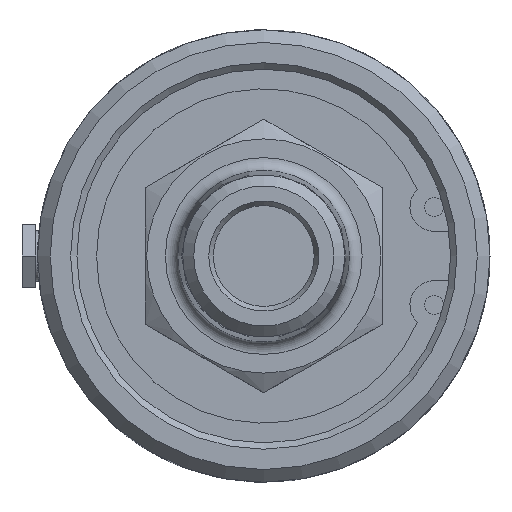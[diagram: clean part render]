
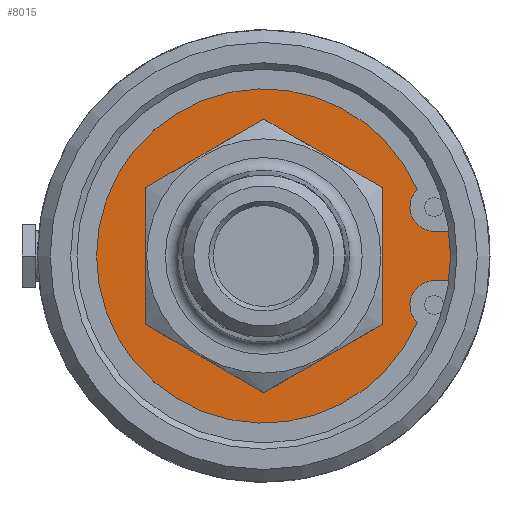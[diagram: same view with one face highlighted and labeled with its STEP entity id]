
A CAD part, left-side view. The second image highlights one B-rep face of the part: STEP entity #8015.
In plain terms, the highlighted planar face has unit normal (-1, 0, 0).
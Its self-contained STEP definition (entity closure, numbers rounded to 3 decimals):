
#114=FACE_BOUND('',#2756,.T.);
#682=LINE('',#59795,#1120);
#687=LINE('',#59813,#1125);
#1120=VECTOR('',#9658,10.);
#1125=VECTOR('',#9673,10.);
#1585=CIRCLE('',#8413,3.048);
#1586=CIRCLE('',#8415,3.048);
#1587=CIRCLE('',#8417,21.057);
#1612=CIRCLE('',#8464,13.9);
#1613=CIRCLE('',#8465,13.9);
#1681=CIRCLE('',#8588,25.375);
#1835=PLANE('',#8587);
#2253=FACE_OUTER_BOUND('',#2755,.T.);
#2755=EDGE_LOOP('',(#7354,#7355,#7356,#7357,#7358,#7359));
#2756=EDGE_LOOP('',(#7360,#7361));
#3799=VERTEX_POINT('',#59792);
#3800=VERTEX_POINT('',#59794);
#3804=VERTEX_POINT('',#59810);
#3805=VERTEX_POINT('',#59812);
#3806=VERTEX_POINT('',#59816);
#3807=VERTEX_POINT('',#59820);
#3850=VERTEX_POINT('',#60054);
#3851=VERTEX_POINT('',#60055);
#4878=EDGE_CURVE('',#3800,#3799,#682,.T.);
#4886=EDGE_CURVE('',#3805,#3804,#687,.T.);
#4888=EDGE_CURVE('',#3806,#3800,#1585,.T.);
#4890=EDGE_CURVE('',#3804,#3807,#1586,.T.);
#4892=EDGE_CURVE('',#3807,#3806,#1587,.T.);
#4950=EDGE_CURVE('',#3850,#3851,#1612,.T.);
#4951=EDGE_CURVE('',#3851,#3850,#1613,.T.);
#5090=EDGE_CURVE('',#3799,#3805,#1681,.T.);
#7354=ORIENTED_EDGE('',*,*,#4878,.T.);
#7355=ORIENTED_EDGE('',*,*,#5090,.T.);
#7356=ORIENTED_EDGE('',*,*,#4886,.T.);
#7357=ORIENTED_EDGE('',*,*,#4890,.T.);
#7358=ORIENTED_EDGE('',*,*,#4892,.T.);
#7359=ORIENTED_EDGE('',*,*,#4888,.T.);
#7360=ORIENTED_EDGE('',*,*,#4950,.T.);
#7361=ORIENTED_EDGE('',*,*,#4951,.T.);
#8015=ADVANCED_FACE('',(#2253,#114),#1835,.F.);
#8413=AXIS2_PLACEMENT_3D('',#59817,#9677,#9678);
#8415=AXIS2_PLACEMENT_3D('',#59821,#9682,#9683);
#8417=AXIS2_PLACEMENT_3D('',#59824,#9687,#9688);
#8464=AXIS2_PLACEMENT_3D('',#60056,#9794,#9795);
#8465=AXIS2_PLACEMENT_3D('',#60057,#9796,#9797);
#8587=AXIS2_PLACEMENT_3D('',#60612,#10090,#10091);
#8588=AXIS2_PLACEMENT_3D('',#60613,#10092,#10093);
#9658=DIRECTION('',(0.,-1.,0.));
#9673=DIRECTION('',(0.,1.,0.));
#9677=DIRECTION('center_axis',(1.,0.,0.));
#9678=DIRECTION('ref_axis',(0.,0.,1.));
#9682=DIRECTION('center_axis',(1.,0.,0.));
#9683=DIRECTION('ref_axis',(0.,-0.961,0.276));
#9687=DIRECTION('center_axis',(-1.,0.,0.));
#9688=DIRECTION('ref_axis',(0.,0.,-1.));
#9794=DIRECTION('center_axis',(1.,0.,0.));
#9795=DIRECTION('ref_axis',(0.,1.,0.));
#9796=DIRECTION('center_axis',(1.,0.,0.));
#9797=DIRECTION('ref_axis',(0.,1.,0.));
#10090=DIRECTION('center_axis',(1.,0.,0.));
#10091=DIRECTION('ref_axis',(0.,0.,-1.));
#10092=DIRECTION('center_axis',(-1.,0.,0.));
#10093=DIRECTION('ref_axis',(0.,1.,0.));
#59792=CARTESIAN_POINT('',(3.978,-25.184,-3.112));
#59794=CARTESIAN_POINT('',(3.978,-21.461,-3.112));
#59795=CARTESIAN_POINT('',(3.978,-3.137,-3.112));
#59810=CARTESIAN_POINT('',(3.978,-21.461,3.112));
#59812=CARTESIAN_POINT('',(3.978,-25.184,3.112));
#59813=CARTESIAN_POINT('',(3.978,-1.275,3.112));
#59816=CARTESIAN_POINT('',(3.978,-19.334,-8.343));
#59817=CARTESIAN_POINT('Origin',(3.978,-21.461,-6.16));
#59820=CARTESIAN_POINT('',(3.978,-19.334,8.343));
#59821=CARTESIAN_POINT('Origin',(3.978,-21.461,6.16));
#59824=CARTESIAN_POINT('Origin',(3.978,0.,0.));
#60054=CARTESIAN_POINT('',(3.978,13.9,0.));
#60055=CARTESIAN_POINT('',(3.978,-13.9,0.));
#60056=CARTESIAN_POINT('Origin',(3.978,0.,0.));
#60057=CARTESIAN_POINT('Origin',(3.978,0.,0.));
#60612=CARTESIAN_POINT('Origin',(3.978,18.91,0.));
#60613=CARTESIAN_POINT('Origin',(3.978,0.,0.));
